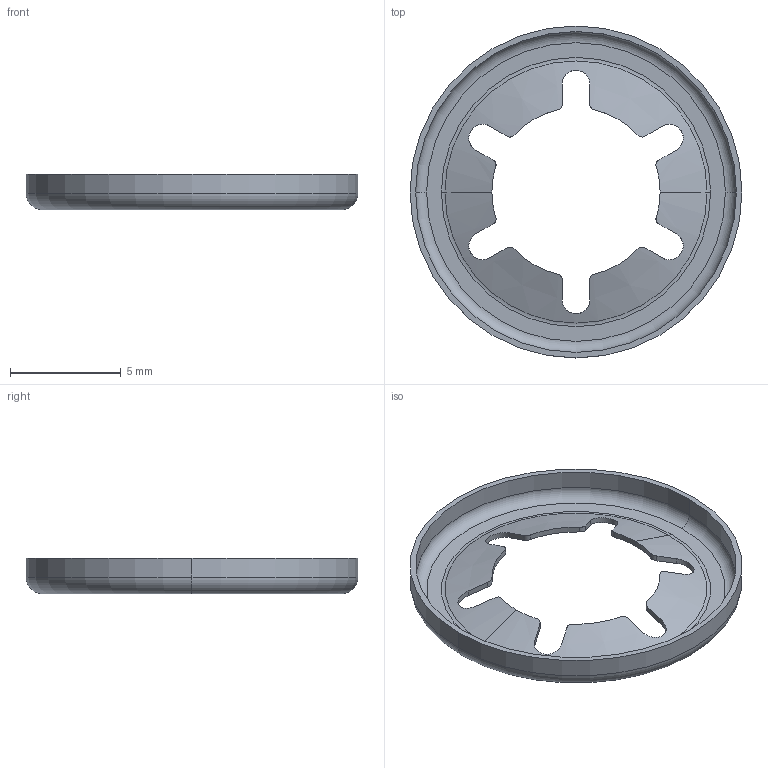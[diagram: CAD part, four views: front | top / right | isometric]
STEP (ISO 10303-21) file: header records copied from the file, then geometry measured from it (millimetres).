
FILE_DESCRIPTION (( 'STEP AP203' ), '1' );
FILE_NAME ('REV-29-2598.STEP', '2024-03-05T19:58:14', ( '' ), ( '' ), 'SwSTEP 2.0', 'SolidWorks 2022', '' );
FILE_SCHEMA (( 'CONFIG_CONTROL_DESIGN' ));
Length unit declared in the file: millimetre
Products named in the file (1): REV-29-2598
Bounding box: 15 x 15 x 1.6 mm (x, y, z)
Volume: 43.1 mm3; surface area: 367.2 mm2
Topology: 1 solids, 1 shells, 56 faces, 149 edges, 96 vertices
Faces by surface type: cylinder 29, plane 15, torus 8, cone 4
Entity records: 2070 total; most frequent: CARTESIAN_POINT 674, ORIENTED_EDGE 298, DIRECTION 247, EDGE_CURVE 149, AXIS2_PLACEMENT_3D 101, VERTEX_POINT 96, B_SPLINE_CURVE_WITH_KNOTS 60, EDGE_LOOP 59
